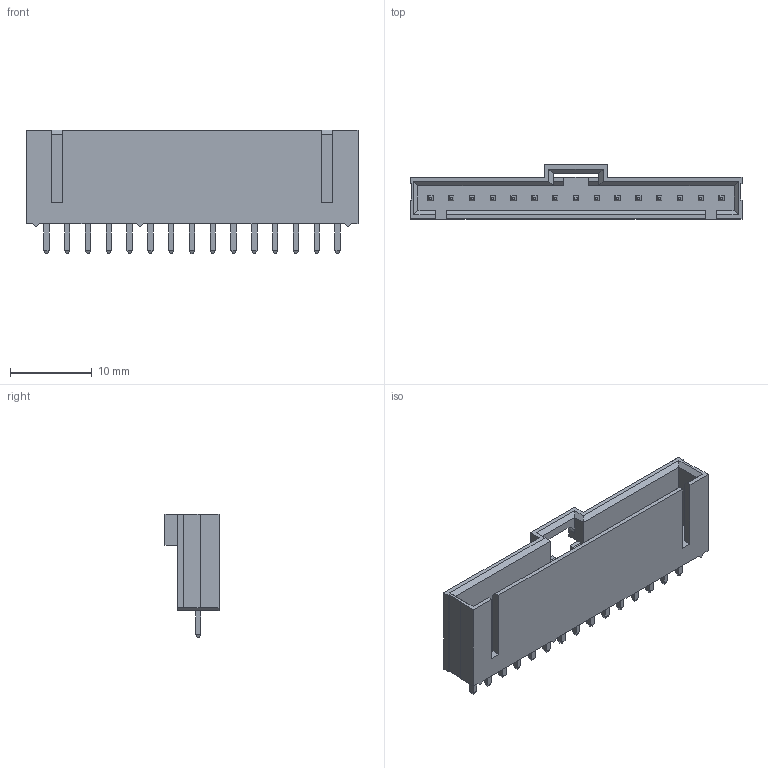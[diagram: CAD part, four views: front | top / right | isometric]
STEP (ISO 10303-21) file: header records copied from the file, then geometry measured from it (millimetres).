
FILE_DESCRIPTION((''),'2;1');
FILE_NAME('1719710015','2019-01-10T',('gga'),(''),'PRO/ENGINEER BY PARAMETRIC TECHNOLOGY CORPORATION, 2016010','PRO/ENGINEER BY PARAMETRIC TECHNOLOGY CORPORATION, 2016010','');
FILE_SCHEMA(('CONFIG_CONTROL_DESIGN'));
Length unit declared in the file: millimetre
Products named in the file (1): 1719710015
Bounding box: 40.56 x 6.6 x 15.11 mm (x, y, z)
Volume: 1322.4 mm3; surface area: 2537.6 mm2
Topology: 1 solids, 1 shells, 340 faces, 828 edges, 520 vertices
Faces by surface type: plane 338, cylinder 2
Entity records: 9626 total; most frequent: CARTESIAN_POINT 1657, ORIENTED_EDGE 1594, DIRECTION 1544, EDGE_CURVE 797, VECTOR 794, LINE 794, VERTEX_POINT 488, AXIS2_PLACEMENT_3D 375
